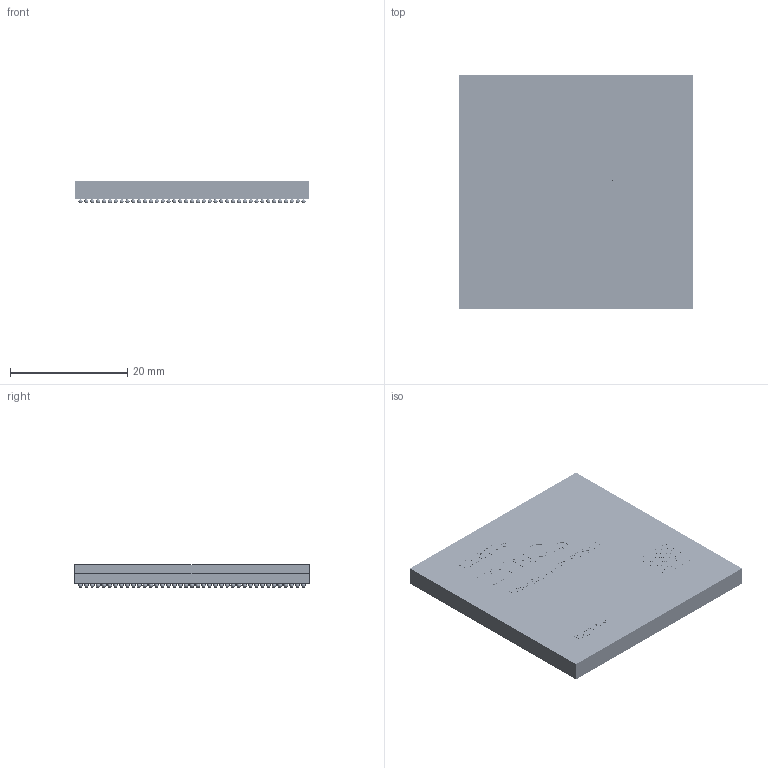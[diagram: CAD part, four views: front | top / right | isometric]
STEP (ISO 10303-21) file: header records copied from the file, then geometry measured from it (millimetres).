
FILE_DESCRIPTION(/* description */ (''),/* implementation_level */ '2;1');
FILE_NAME(/* name */ 'User Library-FFVG1517_XIL v2.step',/* time_stamp */ '2024-02-20T16:45:51+07:00',/* author */ (''),/* organization */ (''),/* preprocessor_version */ 'ST-DEVELOPER v20',/* originating_system */ 'Autodesk Translation Framework v12.14.0.127',/* authorisation */ '');
FILE_SCHEMA (('AUTOMOTIVE_DESIGN { 1 0 10303 214 3 1 1 }'));
Products named in the file (1): User Library-FFVG1517_XIL
Bounding box: 40 x 40 x 3.88 mm (x, y, z)
Volume: 5327.2 mm3; surface area: 9389.7 mm2
Topology: 1535 solids, 1535 shells, 2483 faces, 7191 edges, 4794 vertices
Faces by surface type: sphere 1517, plane 598, bspline 367, cylinder 1
Full cylindrical faces by diameter (mm): 2 x1
Entity records: 65653 total; most frequent: CARTESIAN_POINT 14738, DIRECTION 9176, ORIENTED_EDGE 8314, VERTEX_POINT 4794, EDGE_CURVE 4157, AXIS2_PLACEMENT_3D 3636, EDGE_LOOP 2561, FACE_OUTER_BOUND 2483
